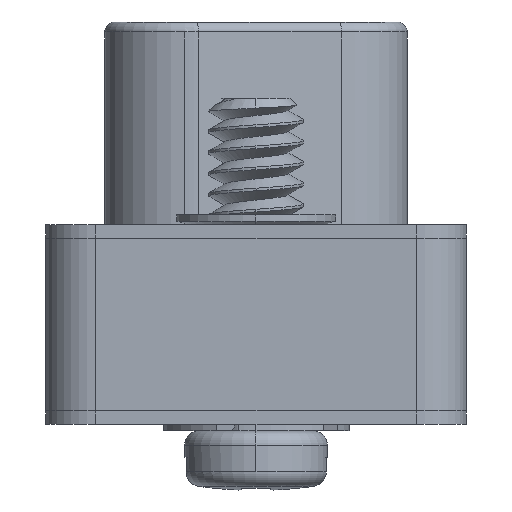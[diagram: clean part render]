
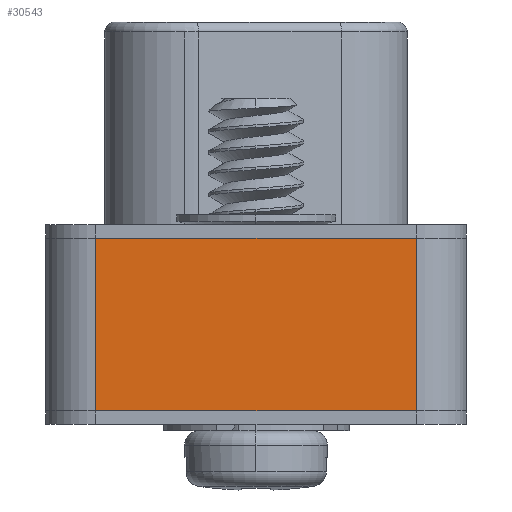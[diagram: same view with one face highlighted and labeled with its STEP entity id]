
A CAD part, left-side view. The second image highlights one B-rep face of the part: STEP entity #30543.
In plain terms, the highlighted planar face has unit normal (-1, 0, 0).
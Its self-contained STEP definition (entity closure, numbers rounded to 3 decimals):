
#2007 = VECTOR ( 'NONE', #4897, 1000. ) ;
#2264 = CARTESIAN_POINT ( 'NONE',  ( -19.7, -4.825, 2.6 ) ) ;
#4033 = EDGE_CURVE ( 'NONE', #14001, #29483, #12918, .T. ) ;
#4897 = DIRECTION ( 'NONE',  ( 0., -1., 0. ) ) ;
#5327 = FACE_OUTER_BOUND ( 'NONE', #23450, .T. ) ;
#6494 = ORIENTED_EDGE ( 'NONE', *, *, #18584, .T. ) ;
#7557 = LINE ( 'NONE', #12825, #27916 ) ;
#8283 = DIRECTION ( 'NONE',  ( 0., 0., -1. ) ) ;
#8555 = VECTOR ( 'NONE', #8283, 1000. ) ;
#9868 = LINE ( 'NONE', #2264, #2007 ) ;
#10244 = AXIS2_PLACEMENT_3D ( 'NONE', #24438, #21752, #13832 ) ;
#11016 = CARTESIAN_POINT ( 'NONE',  ( -19.7, -4.825, -2.6 ) ) ;
#11139 = DIRECTION ( 'NONE',  ( 0., -1., 0. ) ) ;
#12825 = CARTESIAN_POINT ( 'NONE',  ( -19.7, 4.825, 2.6 ) ) ;
#12918 = LINE ( 'NONE', #11016, #23737 ) ;
#13832 = DIRECTION ( 'NONE',  ( 0., 0., -1. ) ) ;
#14001 = VERTEX_POINT ( 'NONE', #14605 ) ;
#14172 = ORIENTED_EDGE ( 'NONE', *, *, #14810, .F. ) ;
#14605 = CARTESIAN_POINT ( 'NONE',  ( -19.7, 4.825, -2.6 ) ) ;
#14810 = EDGE_CURVE ( 'NONE', #33714, #29483, #15607, .T. ) ;
#15607 = LINE ( 'NONE', #26875, #8555 ) ;
#18071 = ORIENTED_EDGE ( 'NONE', *, *, #31438, .F. ) ;
#18584 = EDGE_CURVE ( 'NONE', #31293, #14001, #7557, .T. ) ;
#20971 = CARTESIAN_POINT ( 'NONE',  ( -19.7, -4.825, -2.6 ) ) ;
#21065 = CARTESIAN_POINT ( 'NONE',  ( -19.7, -4.825, 2.6 ) ) ;
#21752 = DIRECTION ( 'NONE',  ( 1., 0., 0. ) ) ;
#23450 = EDGE_LOOP ( 'NONE', ( #32008, #14172, #18071, #6494 ) ) ;
#23737 = VECTOR ( 'NONE', #11139, 1000. ) ;
#24438 = CARTESIAN_POINT ( 'NONE',  ( -19.7, -4.825, 2.6 ) ) ;
#26875 = CARTESIAN_POINT ( 'NONE',  ( -19.7, -4.825, 2.6 ) ) ;
#27024 = PLANE ( 'NONE',  #10244 ) ;
#27916 = VECTOR ( 'NONE', #34028, 1000. ) ;
#29483 = VERTEX_POINT ( 'NONE', #20971 ) ;
#30543 = ADVANCED_FACE ( 'NONE', ( #5327 ), #27024, .F. ) ;
#30688 = CARTESIAN_POINT ( 'NONE',  ( -19.7, 4.825, 2.6 ) ) ;
#31293 = VERTEX_POINT ( 'NONE', #30688 ) ;
#31438 = EDGE_CURVE ( 'NONE', #31293, #33714, #9868, .T. ) ;
#32008 = ORIENTED_EDGE ( 'NONE', *, *, #4033, .T. ) ;
#33714 = VERTEX_POINT ( 'NONE', #21065 ) ;
#34028 = DIRECTION ( 'NONE',  ( 0., 0., -1. ) ) ;
